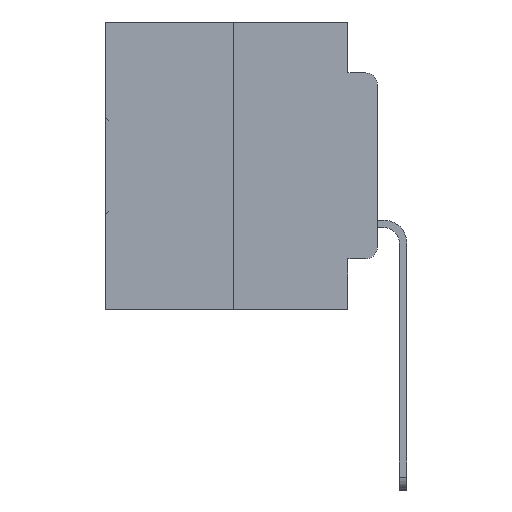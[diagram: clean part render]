
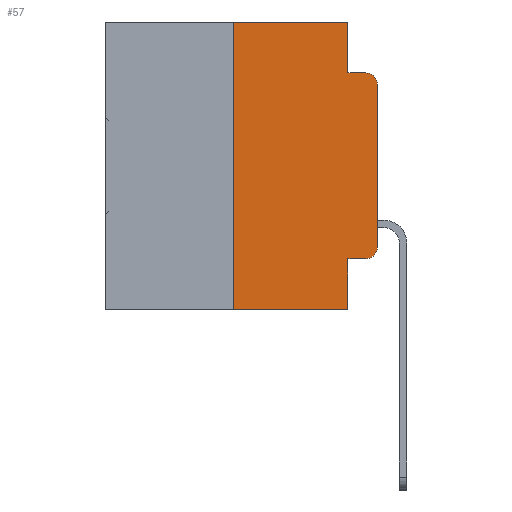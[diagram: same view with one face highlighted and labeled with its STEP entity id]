
A CAD part, left-side view. The second image highlights one B-rep face of the part: STEP entity #57.
In plain terms, the highlighted planar face has unit normal (-1, 0, 0).
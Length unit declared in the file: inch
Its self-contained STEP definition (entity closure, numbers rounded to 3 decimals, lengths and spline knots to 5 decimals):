
#57 = ADVANCED_FACE ( 'NONE', ( #12603 ), #17510, .F. ) ;
#392 = CARTESIAN_POINT ( 'NONE',  ( 0., 0.473, -0.5 ) ) ;
#1805 = VECTOR ( 'NONE', #31401, 39.37008 ) ;
#2144 = ORIENTED_EDGE ( 'NONE', *, *, #19672, .T. ) ;
#2311 = EDGE_CURVE ( 'NONE', #4130, #18238, #10531, .T. ) ;
#2385 = CARTESIAN_POINT ( 'NONE',  ( 0., 0.051, -0.4115 ) ) ;
#2486 = CARTESIAN_POINT ( 'NONE',  ( 0., 0.473, 0. ) ) ;
#2550 = ORIENTED_EDGE ( 'NONE', *, *, #10519, .T. ) ;
#2898 = ORIENTED_EDGE ( 'NONE', *, *, #10886, .T. ) ;
#3214 = VECTOR ( 'NONE', #31737, 39.37008 ) ;
#3739 = VECTOR ( 'NONE', #13220, 39.37008 ) ;
#4058 = EDGE_CURVE ( 'NONE', #17971, #18238, #14571, .T. ) ;
#4130 = VERTEX_POINT ( 'NONE', #28533 ) ;
#5151 = DIRECTION ( 'NONE',  ( 1., 0., 0. ) ) ;
#5746 = DIRECTION ( 'NONE',  ( 0., -1., 0. ) ) ;
#6028 = EDGE_LOOP ( 'NONE', ( #2898, #17781, #17420, #28310, #19334, #7874, #2550, #26103, #2144, #16348 ) ) ;
#7711 = VECTOR ( 'NONE', #21204, 39.37008 ) ;
#7874 = ORIENTED_EDGE ( 'NONE', *, *, #29263, .F. ) ;
#8735 = LINE ( 'NONE', #21824, #1805 ) ;
#9135 = CARTESIAN_POINT ( 'NONE',  ( 0., 0., -0.3915 ) ) ;
#10519 = EDGE_CURVE ( 'NONE', #22610, #12242, #26354, .T. ) ;
#10531 = LINE ( 'NONE', #13111, #3739 ) ;
#10752 = CARTESIAN_POINT ( 'NONE',  ( 0., 0.25, -0.5 ) ) ;
#10886 = EDGE_CURVE ( 'NONE', #12946, #17971, #17314, .T. ) ;
#11324 = VERTEX_POINT ( 'NONE', #30769 ) ;
#12242 = VERTEX_POINT ( 'NONE', #18678 ) ;
#12495 = DIRECTION ( 'NONE',  ( -1., 0., 0. ) ) ;
#12497 = CARTESIAN_POINT ( 'NONE',  ( 0., 0., 0. ) ) ;
#12603 = FACE_OUTER_BOUND ( 'NONE', #6028, .T. ) ;
#12946 = VERTEX_POINT ( 'NONE', #9135 ) ;
#13111 = CARTESIAN_POINT ( 'NONE',  ( 0., 0.051, -0.0885 ) ) ;
#13220 = DIRECTION ( 'NONE',  ( 0., -1., 0. ) ) ;
#13254 = LINE ( 'NONE', #18033, #18929 ) ;
#13834 = DIRECTION ( 'NONE',  ( -1., 0., 0. ) ) ;
#14408 = EDGE_CURVE ( 'NONE', #16086, #11324, #22414, .T. ) ;
#14571 = CIRCLE ( 'NONE', #25917, 0.02 ) ;
#15704 = AXIS2_PLACEMENT_3D ( 'NONE', #2486, #5151, #22364 ) ;
#16086 = VERTEX_POINT ( 'NONE', #23332 ) ;
#16176 = CARTESIAN_POINT ( 'NONE',  ( 0., 0.051, -0.4115 ) ) ;
#16348 = ORIENTED_EDGE ( 'NONE', *, *, #16443, .T. ) ;
#16443 = EDGE_CURVE ( 'NONE', #18385, #12946, #24457, .T. ) ;
#16635 = CARTESIAN_POINT ( 'NONE',  ( 0., 0.02, -0.0885 ) ) ;
#16936 = DIRECTION ( 'NONE',  ( 0., -1., 0. ) ) ;
#17314 = LINE ( 'NONE', #12497, #3214 ) ;
#17420 = ORIENTED_EDGE ( 'NONE', *, *, #2311, .F. ) ;
#17510 = PLANE ( 'NONE',  #15704 ) ;
#17781 = ORIENTED_EDGE ( 'NONE', *, *, #4058, .T. ) ;
#17971 = VERTEX_POINT ( 'NONE', #20543 ) ;
#18033 = CARTESIAN_POINT ( 'NONE',  ( 0., 0.051, 0. ) ) ;
#18238 = VERTEX_POINT ( 'NONE', #16635 ) ;
#18385 = VERTEX_POINT ( 'NONE', #19479 ) ;
#18678 = CARTESIAN_POINT ( 'NONE',  ( 0., 0.051, -0.5 ) ) ;
#18756 = CARTESIAN_POINT ( 'NONE',  ( 0., 0.051, 0. ) ) ;
#18929 = VECTOR ( 'NONE', #20456, 39.37008 ) ;
#19159 = LINE ( 'NONE', #18756, #7711 ) ;
#19334 = ORIENTED_EDGE ( 'NONE', *, *, #14408, .F. ) ;
#19479 = CARTESIAN_POINT ( 'NONE',  ( 0., 0.02, -0.4115 ) ) ;
#19672 = EDGE_CURVE ( 'NONE', #21009, #18385, #31337, .T. ) ;
#19991 = VECTOR ( 'NONE', #5746, 39.37008 ) ;
#20456 = DIRECTION ( 'NONE',  ( 0., 0., -1. ) ) ;
#20543 = CARTESIAN_POINT ( 'NONE',  ( 0., 0., -0.1085 ) ) ;
#21009 = VERTEX_POINT ( 'NONE', #16176 ) ;
#21204 = DIRECTION ( 'NONE',  ( 0., 0., -1. ) ) ;
#21656 = VECTOR ( 'NONE', #16936, 39.37008 ) ;
#21824 = CARTESIAN_POINT ( 'NONE',  ( 0., 0.25, 0. ) ) ;
#22157 = DIRECTION ( 'NONE',  ( 0., -1., 0. ) ) ;
#22364 = DIRECTION ( 'NONE',  ( 0., 0., -1. ) ) ;
#22414 = LINE ( 'NONE', #24117, #21656 ) ;
#22610 = VERTEX_POINT ( 'NONE', #10752 ) ;
#23332 = CARTESIAN_POINT ( 'NONE',  ( 0., 0.25, 0. ) ) ;
#24117 = CARTESIAN_POINT ( 'NONE',  ( 0., 0.473, 0. ) ) ;
#24457 = CIRCLE ( 'NONE', #26408, 0.02 ) ;
#24509 = EDGE_CURVE ( 'NONE', #21009, #12242, #19159, .T. ) ;
#25024 = VECTOR ( 'NONE', #22157, 39.37008 ) ;
#25917 = AXIS2_PLACEMENT_3D ( 'NONE', #28224, #13834, #30618 ) ;
#26103 = ORIENTED_EDGE ( 'NONE', *, *, #24509, .F. ) ;
#26354 = LINE ( 'NONE', #392, #19991 ) ;
#26408 = AXIS2_PLACEMENT_3D ( 'NONE', #26947, #12495, #29322 ) ;
#26947 = CARTESIAN_POINT ( 'NONE',  ( 0., 0.02, -0.3915 ) ) ;
#28224 = CARTESIAN_POINT ( 'NONE',  ( 0., 0.02, -0.1085 ) ) ;
#28310 = ORIENTED_EDGE ( 'NONE', *, *, #30866, .F. ) ;
#28533 = CARTESIAN_POINT ( 'NONE',  ( 0., 0.051, -0.0885 ) ) ;
#29263 = EDGE_CURVE ( 'NONE', #22610, #16086, #8735, .T. ) ;
#29322 = DIRECTION ( 'NONE',  ( 0., 0., -1. ) ) ;
#30618 = DIRECTION ( 'NONE',  ( 0., 0., -1. ) ) ;
#30769 = CARTESIAN_POINT ( 'NONE',  ( 0., 0.051, 0. ) ) ;
#30866 = EDGE_CURVE ( 'NONE', #11324, #4130, #13254, .T. ) ;
#31337 = LINE ( 'NONE', #2385, #25024 ) ;
#31401 = DIRECTION ( 'NONE',  ( 0., 0., 1. ) ) ;
#31737 = DIRECTION ( 'NONE',  ( 0., 0., 1. ) ) ;
